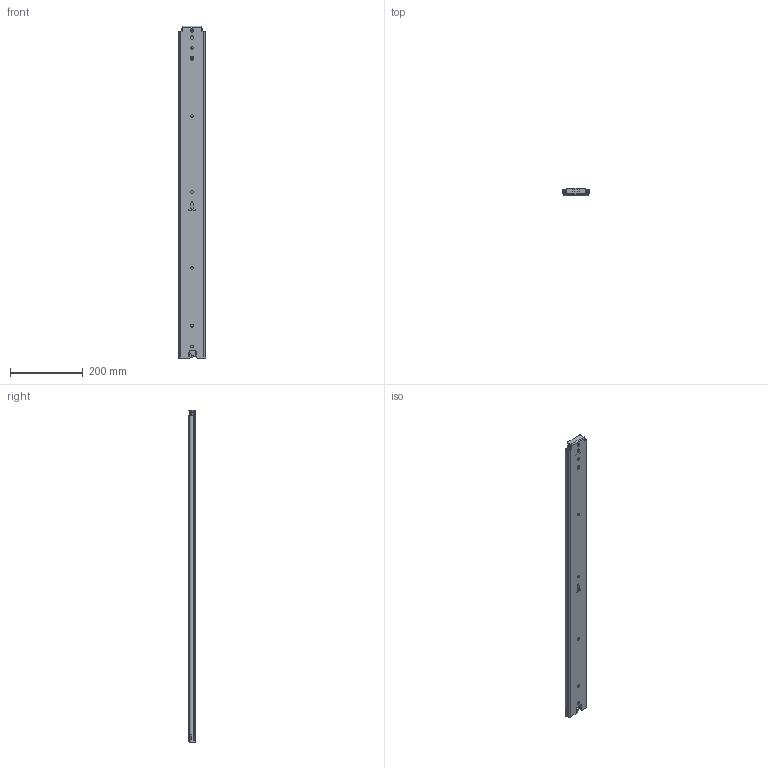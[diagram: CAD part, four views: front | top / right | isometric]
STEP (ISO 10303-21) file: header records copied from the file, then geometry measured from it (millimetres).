
FILE_DESCRIPTION((''),'2;1');
FILE_NAME('Schiene_914,4_kpl.stp','2013-11-29T10:41:26',('Johanson'),(''),'Autodesk Inventor 2011','Autodesk Inventor 2011','');
FILE_SCHEMA(('AUTOMOTIVE_DESIGN { 1 0 10303 214 1 1 1 1 }'));
Length unit declared in the file: millimetre
Products named in the file (12): Schiene_914,4_kpl; Schiene breit 914,4 mm; Schiene mittig 914,4 mm kpl; Schiene mittig 914,4 mm; Puffer groß; Freigeber groß; Schiene schmal 914,4 mm kpl; Schiene schmal 914,4 mm; Kugelhalter_914,4_ kpl; Kugelhalter_914,4; Kugel_9; Rolle
Assembly tree (30 placements, depth 3):
  Schiene_914,4_kpl
    Schiene breit 914,4 mm
    Schiene mittig 914,4 mm kpl
      Schiene mittig 914,4 mm
      Puffer groß
      Freigeber groß
    Schiene schmal 914,4 mm kpl
      Schiene schmal 914,4 mm
    Kugelhalter_914,4_ kpl  x4
      Kugelhalter_914,4
      Kugel_9
    Rolle  x2
Bounding box: 75.3 x 19.2 x 914.4 mm (x, y, z)
Volume: 624848.4 mm3; surface area: 495167.2 mm2
Topology: 76 solids, 76 shells, 821 faces, 2666 edges, 1713 vertices
Faces by surface type: cylinder 405, plane 346, sphere 66, cone 4
Full cylindrical faces by diameter (mm): 3 x1, 4 x1, 5 x1, 6 x1, 6.4 x1, 6.5 x8, 7.5 x6, 9 x66, 26 x2
Entity records: 21080 total; most frequent: CARTESIAN_POINT 4640, ORIENTED_EDGE 3420, DIRECTION 3351, EDGE_CURVE 1710, AXIS2_PLACEMENT_3D 1140, VERTEX_POINT 1137, VECTOR 1071, LINE 1071
